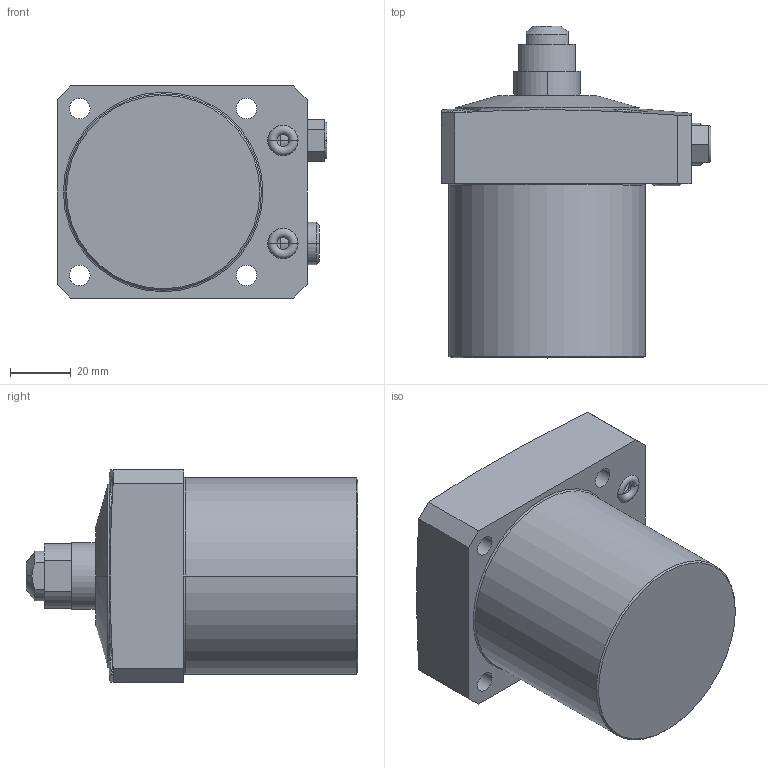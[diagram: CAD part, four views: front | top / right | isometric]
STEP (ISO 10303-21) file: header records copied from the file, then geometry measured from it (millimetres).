
FILE_DESCRIPTION((''),'2;1');
FILE_NAME('ILCML1022200L','2018-07-18T',('ngp'),(''),'PRO/ENGINEER BY PARAMETRIC TECHNOLOGY CORPORATION, 2013320','PRO/ENGINEER BY PARAMETRIC TECHNOLOGY CORPORATION, 2013320','');
FILE_SCHEMA(('AUTOMOTIVE_DESIGN { 1 0 10303 214 1 1 1 1 }'));
Length unit declared in the file: millimetre
Products named in the file (1): ILCML1022200L
Bounding box: 89.03 x 109.5 x 70 mm (x, y, z)
Volume: 338362.7 mm3; surface area: 37516.9 mm2
Topology: 4 solids, 8 shells, 142 faces, 324 edges, 205 vertices
Faces by surface type: plane 56, cylinder 54, cone 20, torus 12
Entity records: 5417 total; most frequent: CARTESIAN_POINT 1027, DIRECTION 734, ORIENTED_EDGE 628, PRESENTATION_STYLE_ASSIGNMENT 332, STYLED_ITEM 330, CURVE_STYLE 322, EDGE_CURVE 322, AXIS2_PLACEMENT_3D 295
